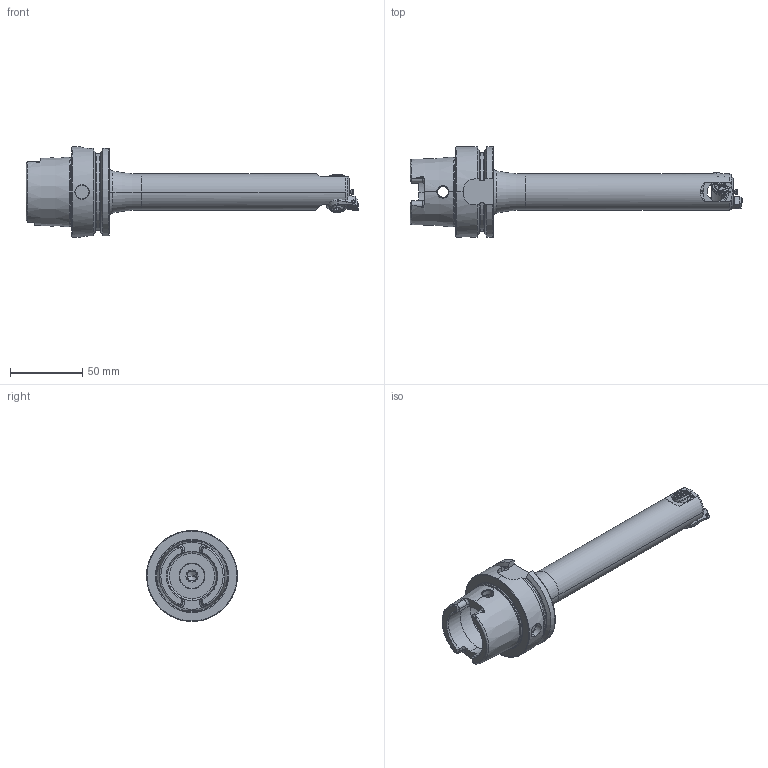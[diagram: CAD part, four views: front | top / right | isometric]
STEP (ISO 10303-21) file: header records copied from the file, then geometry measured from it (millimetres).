
FILE_DESCRIPTION (( 'STEP AP203' ), '1' );
FILE_NAME ('HA6.F25.K22.195.STEP', '2024-08-20T13:23:11', ( '' ), ( '' ), 'SwSTEP 2.0', 'SolidWorks 2022', '' );
FILE_SCHEMA (( 'CONFIG_CONTROL_DESIGN' ));
Length unit declared in the file: millimetre
Products named in the file (20): T7 M2.5 x 6_PreviewCfg; F25-BG2.010.011_A; DIN 3771 - 11x1; WCA-ER2.001.006_A; HA6.F25.K22.195; F25; F25-WCA.001.006; F25-BG1.012.013; F25-BG2.013.003_A; F25-BG1.002.013_C; F25-WCA.001.006_D_fertigbearbeitet; F25-BG2.008.009_A; Klebstoff D5; ISO 4026 - M5 x 4_PreviewCfg; F25-BG2.013.004_A; F25-BG3.005.018_A_Abgedreht; F25-BG1.009.006_A; F25-ER1.101.008_A; HA6-F25.K20.195_B_Fertigbearbeitung; CCMT060204
Assembly tree (19 placements, depth 4):
  HA6.F25.K22.195
    HA6-F25.K20.195_B_Fertigbearbeitung
    F25-WCA.001.006
      F25-WCA.001.006_D_fertigbearbeitet
      CCMT060204
      WCA-ER2.001.006_A
    F25-ER1.101.008_A
    F25
      Klebstoff D5
      T7 M2.5 x 6_PreviewCfg
      ISO 4026 - M5 x 4_PreviewCfg
      F25-BG3.005.018_A_Abgedreht
      F25-BG1.012.013
        F25-BG1.002.013_C
        F25-BG2.010.011_A
        F25-BG2.013.003_A
        F25-BG2.013.004_A
        DIN 3771 - 11x1
        F25-BG2.008.009_A
        F25-BG1.009.006_A
Bounding box: 230.24 x 63 x 63 mm (x, y, z)
Volume: 156342.3 mm3; surface area: 44605.7 mm2
Topology: 16 solids, 16 shells, 920 faces, 2388 edges, 1505 vertices
Faces by surface type: plane 377, cone 212, cylinder 184, torus 86, bspline 59, sphere 2
Entity records: 34263 total; most frequent: CARTESIAN_POINT 10801, ORIENTED_EDGE 4748, DIRECTION 4096, EDGE_CURVE 2374, AXIS2_PLACEMENT_3D 1597, VERTEX_POINT 1505, EDGE_LOOP 973, FACE_OUTER_BOUND 920
